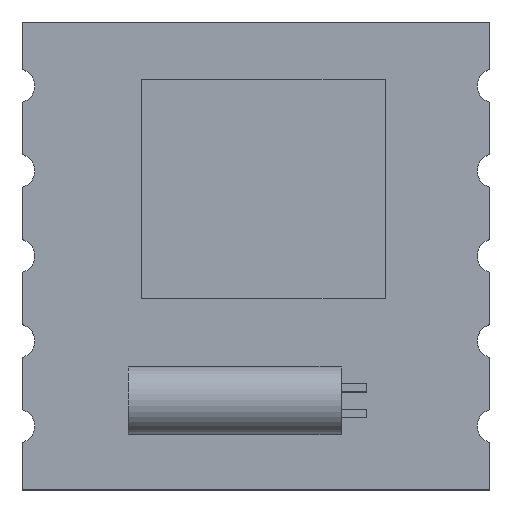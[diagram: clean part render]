
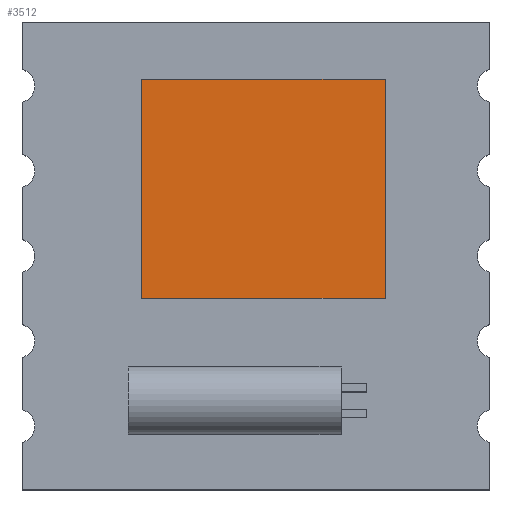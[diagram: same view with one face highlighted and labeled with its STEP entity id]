
A CAD part, top view. The second image highlights one B-rep face of the part: STEP entity #3512.
In plain terms, the highlighted planar face has unit normal (0, 0, 1).
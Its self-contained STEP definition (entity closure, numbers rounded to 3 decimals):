
#1821 = PLANE('',#1822);
#1822 = AXIS2_PLACEMENT_3D('',#1823,#1824,#1825);
#1823 = CARTESIAN_POINT('',(-2.689,4.155,1.6));
#1824 = DIRECTION('',(0.,1.,0.));
#1825 = DIRECTION('',(1.,0.,0.));
#1849 = PLANE('',#1850);
#1850 = AXIS2_PLACEMENT_3D('',#1851,#1852,#1853);
#1851 = CARTESIAN_POINT('',(-2.689,-0.994,1.6));
#1852 = DIRECTION('',(-1.,0.,0.));
#1853 = DIRECTION('',(0.,1.,0.));
#1877 = PLANE('',#1878);
#1878 = AXIS2_PLACEMENT_3D('',#1879,#1880,#1881);
#1879 = CARTESIAN_POINT('',(3.036,-0.994,1.6));
#1880 = DIRECTION('',(0.,-1.,0.));
#1881 = DIRECTION('',(-1.,0.,0.));
#1903 = PLANE('',#1904);
#1904 = AXIS2_PLACEMENT_3D('',#1905,#1906,#1907);
#1905 = CARTESIAN_POINT('',(3.036,4.155,1.6));
#1906 = DIRECTION('',(1.,0.,0.));
#1907 = DIRECTION('',(0.,-1.,0.));
#3288 = VERTEX_POINT('',#3289);
#3289 = CARTESIAN_POINT('',(-2.689,4.155,3.));
#3310 = EDGE_CURVE('',#3288,#3311,#3313,.T.);
#3311 = VERTEX_POINT('',#3312);
#3312 = CARTESIAN_POINT('',(3.036,4.155,3.));
#3313 = SURFACE_CURVE('',#3314,(#3318,#3325),.PCURVE_S1.);
#3314 = LINE('',#3315,#3316);
#3315 = CARTESIAN_POINT('',(-2.689,4.155,3.));
#3316 = VECTOR('',#3317,1.);
#3317 = DIRECTION('',(1.,0.,0.));
#3318 = PCURVE('',#1821,#3319);
#3319 = DEFINITIONAL_REPRESENTATION('',(#3320),#3324);
#3320 = LINE('',#3321,#3322);
#3321 = CARTESIAN_POINT('',(0.,-1.4));
#3322 = VECTOR('',#3323,1.);
#3323 = DIRECTION('',(1.,0.));
#3324 = ( GEOMETRIC_REPRESENTATION_CONTEXT(2) 
PARAMETRIC_REPRESENTATION_CONTEXT() REPRESENTATION_CONTEXT('2D SPACE',''
  ) );
#3325 = PCURVE('',#3326,#3331);
#3326 = PLANE('',#3327);
#3327 = AXIS2_PLACEMENT_3D('',#3328,#3329,#3330);
#3328 = CARTESIAN_POINT('',(0.173,1.58,3.));
#3329 = DIRECTION('',(-0.,-0.,-1.));
#3330 = DIRECTION('',(-1.,0.,0.));
#3331 = DEFINITIONAL_REPRESENTATION('',(#3332),#3336);
#3332 = LINE('',#3333,#3334);
#3333 = CARTESIAN_POINT('',(2.863,2.574));
#3334 = VECTOR('',#3335,1.);
#3335 = DIRECTION('',(-1.,0.));
#3336 = ( GEOMETRIC_REPRESENTATION_CONTEXT(2) 
PARAMETRIC_REPRESENTATION_CONTEXT() REPRESENTATION_CONTEXT('2D SPACE',''
  ) );
#3364 = VERTEX_POINT('',#3365);
#3365 = CARTESIAN_POINT('',(-2.689,-0.994,3.));
#3386 = EDGE_CURVE('',#3364,#3288,#3387,.T.);
#3387 = SURFACE_CURVE('',#3388,(#3392,#3399),.PCURVE_S1.);
#3388 = LINE('',#3389,#3390);
#3389 = CARTESIAN_POINT('',(-2.689,-0.994,3.));
#3390 = VECTOR('',#3391,1.);
#3391 = DIRECTION('',(0.,1.,0.));
#3392 = PCURVE('',#1849,#3393);
#3393 = DEFINITIONAL_REPRESENTATION('',(#3394),#3398);
#3394 = LINE('',#3395,#3396);
#3395 = CARTESIAN_POINT('',(0.,-1.4));
#3396 = VECTOR('',#3397,1.);
#3397 = DIRECTION('',(1.,0.));
#3398 = ( GEOMETRIC_REPRESENTATION_CONTEXT(2) 
PARAMETRIC_REPRESENTATION_CONTEXT() REPRESENTATION_CONTEXT('2D SPACE',''
  ) );
#3399 = PCURVE('',#3326,#3400);
#3400 = DEFINITIONAL_REPRESENTATION('',(#3401),#3405);
#3401 = LINE('',#3402,#3403);
#3402 = CARTESIAN_POINT('',(2.863,-2.574));
#3403 = VECTOR('',#3404,1.);
#3404 = DIRECTION('',(0.,1.));
#3405 = ( GEOMETRIC_REPRESENTATION_CONTEXT(2) 
PARAMETRIC_REPRESENTATION_CONTEXT() REPRESENTATION_CONTEXT('2D SPACE',''
  ) );
#3413 = EDGE_CURVE('',#3311,#3414,#3416,.T.);
#3414 = VERTEX_POINT('',#3415);
#3415 = CARTESIAN_POINT('',(3.036,-0.994,3.));
#3416 = SURFACE_CURVE('',#3417,(#3421,#3428),.PCURVE_S1.);
#3417 = LINE('',#3418,#3419);
#3418 = CARTESIAN_POINT('',(3.036,4.155,3.));
#3419 = VECTOR('',#3420,1.);
#3420 = DIRECTION('',(0.,-1.,0.));
#3421 = PCURVE('',#1903,#3422);
#3422 = DEFINITIONAL_REPRESENTATION('',(#3423),#3427);
#3423 = LINE('',#3424,#3425);
#3424 = CARTESIAN_POINT('',(0.,-1.4));
#3425 = VECTOR('',#3426,1.);
#3426 = DIRECTION('',(1.,0.));
#3427 = ( GEOMETRIC_REPRESENTATION_CONTEXT(2) 
PARAMETRIC_REPRESENTATION_CONTEXT() REPRESENTATION_CONTEXT('2D SPACE',''
  ) );
#3428 = PCURVE('',#3326,#3429);
#3429 = DEFINITIONAL_REPRESENTATION('',(#3430),#3434);
#3430 = LINE('',#3431,#3432);
#3431 = CARTESIAN_POINT('',(-2.863,2.574));
#3432 = VECTOR('',#3433,1.);
#3433 = DIRECTION('',(0.,-1.));
#3434 = ( GEOMETRIC_REPRESENTATION_CONTEXT(2) 
PARAMETRIC_REPRESENTATION_CONTEXT() REPRESENTATION_CONTEXT('2D SPACE',''
  ) );
#3462 = EDGE_CURVE('',#3414,#3364,#3463,.T.);
#3463 = SURFACE_CURVE('',#3464,(#3468,#3475),.PCURVE_S1.);
#3464 = LINE('',#3465,#3466);
#3465 = CARTESIAN_POINT('',(3.036,-0.994,3.));
#3466 = VECTOR('',#3467,1.);
#3467 = DIRECTION('',(-1.,0.,0.));
#3468 = PCURVE('',#1877,#3469);
#3469 = DEFINITIONAL_REPRESENTATION('',(#3470),#3474);
#3470 = LINE('',#3471,#3472);
#3471 = CARTESIAN_POINT('',(0.,-1.4));
#3472 = VECTOR('',#3473,1.);
#3473 = DIRECTION('',(1.,0.));
#3474 = ( GEOMETRIC_REPRESENTATION_CONTEXT(2) 
PARAMETRIC_REPRESENTATION_CONTEXT() REPRESENTATION_CONTEXT('2D SPACE',''
  ) );
#3475 = PCURVE('',#3326,#3476);
#3476 = DEFINITIONAL_REPRESENTATION('',(#3477),#3481);
#3477 = LINE('',#3478,#3479);
#3478 = CARTESIAN_POINT('',(-2.863,-2.574));
#3479 = VECTOR('',#3480,1.);
#3480 = DIRECTION('',(1.,0.));
#3481 = ( GEOMETRIC_REPRESENTATION_CONTEXT(2) 
PARAMETRIC_REPRESENTATION_CONTEXT() REPRESENTATION_CONTEXT('2D SPACE',''
  ) );
#3512 = ADVANCED_FACE('',(#3513),#3326,.F.);
#3513 = FACE_BOUND('',#3514,.F.);
#3514 = EDGE_LOOP('',(#3515,#3516,#3517,#3518));
#3515 = ORIENTED_EDGE('',*,*,#3310,.T.);
#3516 = ORIENTED_EDGE('',*,*,#3413,.T.);
#3517 = ORIENTED_EDGE('',*,*,#3462,.T.);
#3518 = ORIENTED_EDGE('',*,*,#3386,.T.);
